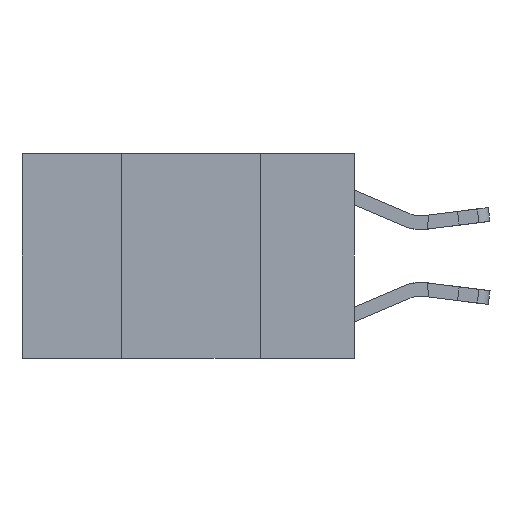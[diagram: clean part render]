
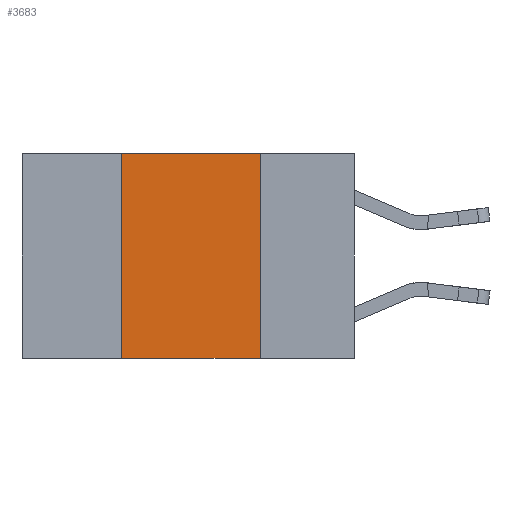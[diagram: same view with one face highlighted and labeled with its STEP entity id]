
A CAD part, left-side view. The second image highlights one B-rep face of the part: STEP entity #3683.
In plain terms, the highlighted planar face has unit normal (-1, 0, 0).
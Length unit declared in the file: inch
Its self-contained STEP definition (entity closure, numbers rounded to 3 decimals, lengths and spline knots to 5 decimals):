
#12 = VERTEX_POINT ( 'NONE', #10217 ) ;
#274 = DIRECTION ( 'NONE',  ( 0., 0., -1. ) ) ;
#535 = CARTESIAN_POINT ( 'NONE',  ( 0., 0.17, 0. ) ) ;
#2042 = DIRECTION ( 'NONE',  ( 0., -1., 0. ) ) ;
#2180 = VECTOR ( 'NONE', #16010, 39.37008 ) ;
#3043 = VECTOR ( 'NONE', #2042, 39.37008 ) ;
#3465 = CARTESIAN_POINT ( 'NONE',  ( 0., 0.42, 0. ) ) ;
#3683 = ADVANCED_FACE ( 'NONE', ( #7581 ), #15743, .F. ) ;
#4408 = EDGE_LOOP ( 'NONE', ( #13047, #14877, #10055, #5014 ) ) ;
#5014 = ORIENTED_EDGE ( 'NONE', *, *, #18015, .T. ) ;
#5891 = LINE ( 'NONE', #10489, #3043 ) ;
#6046 = CARTESIAN_POINT ( 'NONE',  ( 0., 0.17, -0.37 ) ) ;
#6106 = VECTOR ( 'NONE', #12591, 39.37008 ) ;
#6449 = EDGE_CURVE ( 'NONE', #12, #11183, #16692, .T. ) ;
#7540 = EDGE_CURVE ( 'NONE', #8602, #12, #17737, .T. ) ;
#7581 = FACE_OUTER_BOUND ( 'NONE', #4408, .T. ) ;
#8602 = VERTEX_POINT ( 'NONE', #14875 ) ;
#8715 = DIRECTION ( 'NONE',  ( 1., 0., 0. ) ) ;
#9089 = VECTOR ( 'NONE', #11882, 39.37008 ) ;
#10055 = ORIENTED_EDGE ( 'NONE', *, *, #13624, .F. ) ;
#10217 = CARTESIAN_POINT ( 'NONE',  ( 0., 0.17, 0. ) ) ;
#10489 = CARTESIAN_POINT ( 'NONE',  ( 0., 0.6, -0.37 ) ) ;
#11183 = VERTEX_POINT ( 'NONE', #6046 ) ;
#11882 = DIRECTION ( 'NONE',  ( 0., 0., 1. ) ) ;
#11903 = CARTESIAN_POINT ( 'NONE',  ( 0., 0.42, -0.37 ) ) ;
#12591 = DIRECTION ( 'NONE',  ( 0., -1., 0. ) ) ;
#13047 = ORIENTED_EDGE ( 'NONE', *, *, #6449, .F. ) ;
#13258 = LINE ( 'NONE', #3465, #9089 ) ;
#13276 = AXIS2_PLACEMENT_3D ( 'NONE', #14289, #8715, #274 ) ;
#13624 = EDGE_CURVE ( 'NONE', #18023, #8602, #13258, .T. ) ;
#14289 = CARTESIAN_POINT ( 'NONE',  ( 0., 0.6, 0. ) ) ;
#14875 = CARTESIAN_POINT ( 'NONE',  ( 0., 0.42, 0. ) ) ;
#14877 = ORIENTED_EDGE ( 'NONE', *, *, #7540, .F. ) ;
#15419 = CARTESIAN_POINT ( 'NONE',  ( 0., 0.6, 0. ) ) ;
#15743 = PLANE ( 'NONE',  #13276 ) ;
#16010 = DIRECTION ( 'NONE',  ( 0., 0., -1. ) ) ;
#16692 = LINE ( 'NONE', #535, #2180 ) ;
#17737 = LINE ( 'NONE', #15419, #6106 ) ;
#18015 = EDGE_CURVE ( 'NONE', #18023, #11183, #5891, .T. ) ;
#18023 = VERTEX_POINT ( 'NONE', #11903 ) ;
